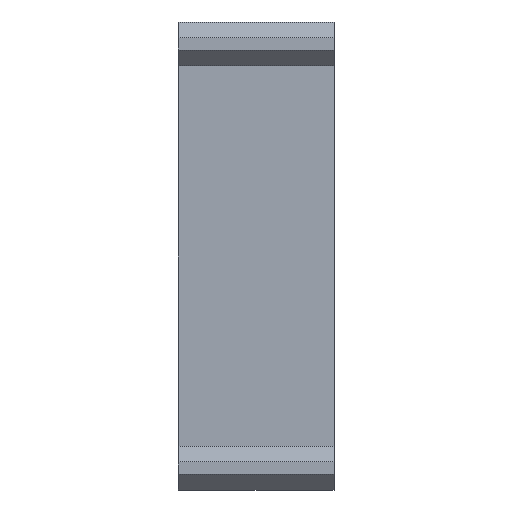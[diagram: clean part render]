
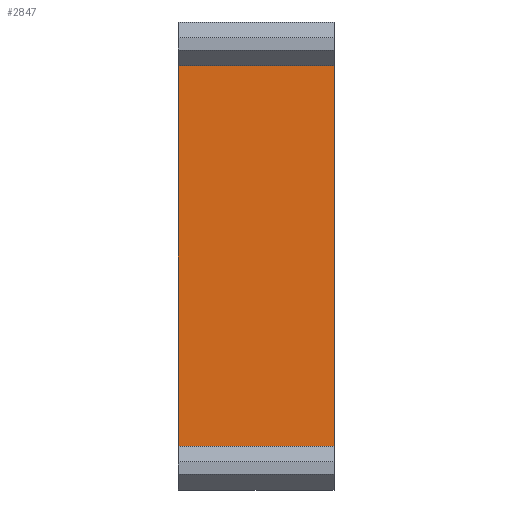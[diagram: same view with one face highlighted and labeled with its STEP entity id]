
A CAD part, left-side view. The second image highlights one B-rep face of the part: STEP entity #2847.
In plain terms, the highlighted planar face has unit normal (-1, 0, 0).
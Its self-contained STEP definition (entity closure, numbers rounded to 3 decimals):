
#281=DIRECTION('',(0.,0.,1.));
#282=VECTOR('',#281,54.4);
#283=CARTESIAN_POINT('',(0.,10.,-32.05));
#284=LINE('',#283,#282);
#458=DIRECTION('',(0.,0.,1.));
#459=VECTOR('',#458,54.4);
#460=CARTESIAN_POINT('',(0.,-10.,-32.05));
#461=LINE('',#460,#459);
#977=DIRECTION('',(0.,-1.,0.));
#978=VECTOR('',#977,20.);
#979=CARTESIAN_POINT('',(0.,10.,22.35));
#980=LINE('',#979,#978);
#981=DIRECTION('',(0.,-1.,0.));
#982=VECTOR('',#981,20.);
#983=CARTESIAN_POINT('',(0.,10.,-32.05));
#984=LINE('',#983,#982);
#1457=CARTESIAN_POINT('',(0.,10.,-32.05));
#1458=VERTEX_POINT('',#1457);
#1459=CARTESIAN_POINT('',(0.,10.,22.35));
#1460=VERTEX_POINT('',#1459);
#1605=CARTESIAN_POINT('',(0.,-10.,-32.05));
#1606=VERTEX_POINT('',#1605);
#1607=CARTESIAN_POINT('',(0.,-10.,22.35));
#1608=VERTEX_POINT('',#1607);
#2835=CARTESIAN_POINT('',(0.,10.,-32.05));
#2836=DIRECTION('',(-1.,0.,0.));
#2837=DIRECTION('',(0.,0.,1.));
#2838=AXIS2_PLACEMENT_3D('',#2835,#2836,#2837);
#2839=PLANE('',#2838);
#2840=ORIENTED_EDGE('',*,*,#2034,.T.);
#2841=ORIENTED_EDGE('',*,*,#2830,.T.);
#2842=ORIENTED_EDGE('',*,*,#2251,.F.);
#2844=ORIENTED_EDGE('',*,*,#2843,.F.);
#2845=EDGE_LOOP('',(#2840,#2841,#2842,#2844));
#2846=FACE_OUTER_BOUND('',#2845,.F.);
#2847=ADVANCED_FACE('',(#2846),#2839,.T.);
#2034=EDGE_CURVE('',#1458,#1460,#284,.T.);
#2251=EDGE_CURVE('',#1606,#1608,#461,.T.);
#2830=EDGE_CURVE('',#1460,#1608,#980,.T.);
#2843=EDGE_CURVE('',#1458,#1606,#984,.T.);
